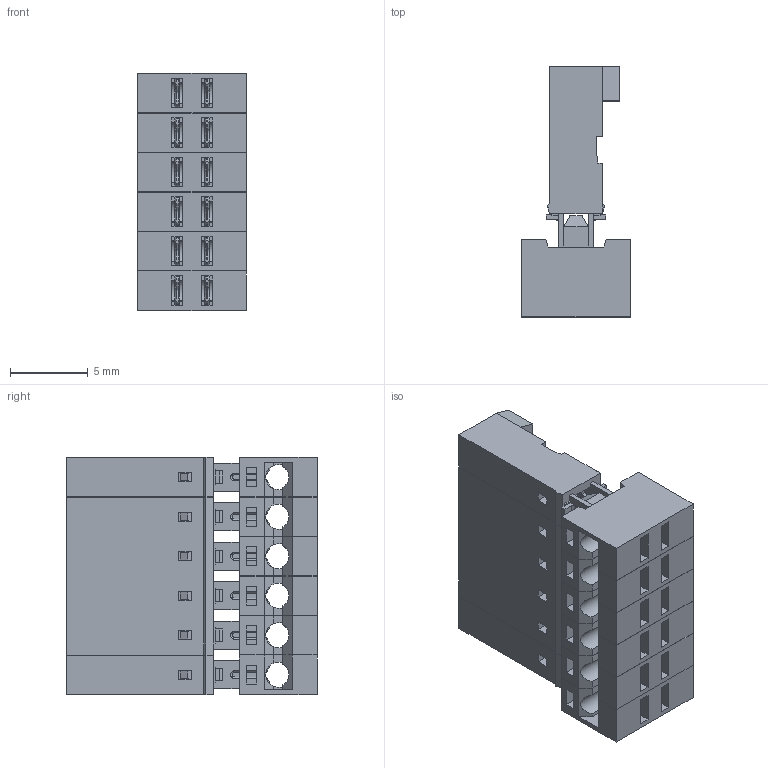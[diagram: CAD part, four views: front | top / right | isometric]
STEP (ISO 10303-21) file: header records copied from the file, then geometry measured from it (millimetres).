
FILE_DESCRIPTION(/* description */ ('Unknown'),/* implementation_level */ '2;1');
FILE_NAME(/* name */ '661006152022',/* time_stamp */ '2019-08-21T15:52:07+02:00',/* author */ ('Unknown'),/* organization */ ('Unknown'),/* preprocessor_version */ 'ST-DEVELOPER v16.7',/* originating_system */ 'DEX',/* authorisation */ $);
FILE_SCHEMA (('AUTOMOTIVE_DESIGN {1 0 10303 214 3 1 1}'));
Length unit declared in the file: millimetre
Products named in the file (4): 6610xx152022; 661006152022; 47828361_03_20_440_DX; 47828361_03_20_440_SX
Assembly tree (3 placements, depth 2):
  6610xx152022
    661006152022
    47828361_03_20_440_DX
    47828361_03_20_440_SX
Bounding box: 7 x 16.1 x 15.25 mm (x, y, z)
Volume: 749.1 mm3; surface area: 2555.7 mm2
Topology: 3 solids, 3 shells, 1458 faces, 4338 edges, 2803 vertices
Faces by surface type: plane 1338, cylinder 96, cone 24
Entity records: 48271 total; most frequent: ORIENTED_EDGE 8676, CARTESIAN_POINT 8603, DIRECTION 7586, EDGE_CURVE 4338, LINE 4014, VECTOR 4014, VERTEX_POINT 2803, AXIS2_PLACEMENT_3D 1786
